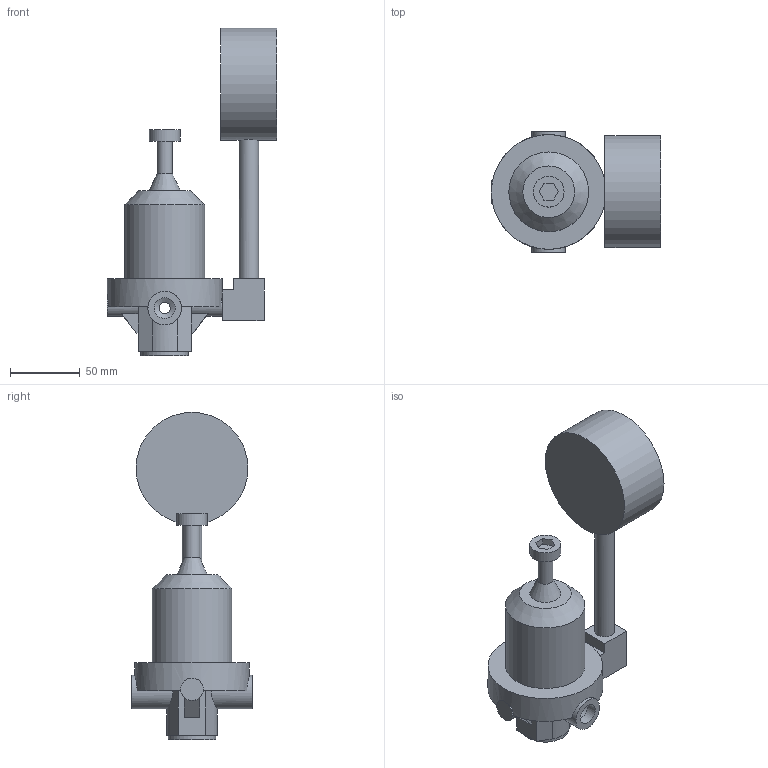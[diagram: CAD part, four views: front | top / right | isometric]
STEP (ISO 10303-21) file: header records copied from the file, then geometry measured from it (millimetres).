
FILE_DESCRIPTION(/* description */ ('Unknown','CAx-IF Rec.Pracs.---Representation and Presentation of Product Manufacturing Information (PMI)---4.0---2014-10-13','CAx-IF Rec.Pracs.---3D Tessellated Geometry---0.4---2014-09-14','2;1'),/* implementation_level */ '2;1');
FILE_NAME(/* name */ '504212_990265_Materialdruckregler_1-10_bar',/* time_stamp */ '2024-06-07T12:44:21+02:00',/* author */ ('Unknown'),/* organization */ ('Unknown'),/* preprocessor_version */ 'ST-DEVELOPER v19.4',/* originating_system */ 'Solid Edge',/* authorisation */ 'Unknown');
FILE_SCHEMA (('AP242_MANAGED_MODEL_BASED_3D_ENGINEERING_MIM_LF { 1 0 10303 442 1 1 4 }'));
Length unit declared in the file: millimetre
Products named in the file (1): 504212_990265_Materialdruckregler_1-10_bar
Bounding box: 121.2 x 86 x 234 mm (x, y, z)
Volume: 546706.5 mm3; surface area: 65836.4 mm2
Topology: 1 solids, 2 shells, 77 faces, 187 edges, 124 vertices
Faces by surface type: plane 52, cylinder 20, cone 5
Full cylindrical faces by diameter (mm): 4.134 x2, 8 x1, 8.566 x1, 11 x1, 14 x1, 14.95 x2, 16 x2, 22 x1, 24 x2, 34 x1, 57 x1, 78 x1, 80 x1, 82 x1
Entity records: 2668 total; most frequent: CARTESIAN_POINT 422, DIRECTION 352, ORIENTED_EDGE 306, EDGE_CURVE 153, AXIS2_PLACEMENT_3D 127, VERTEX_POINT 114, FACE_BOUND 113, EDGE_LOOP 112
